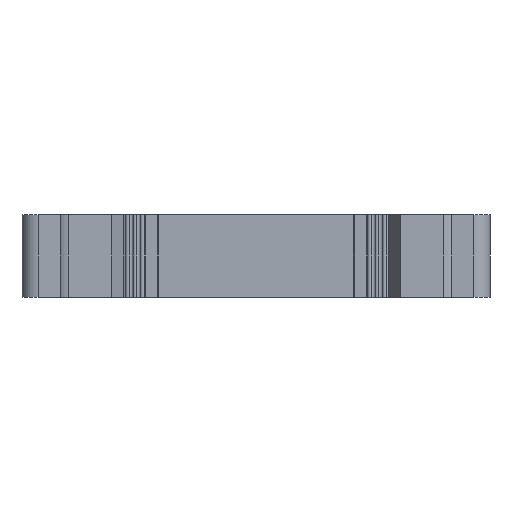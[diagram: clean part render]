
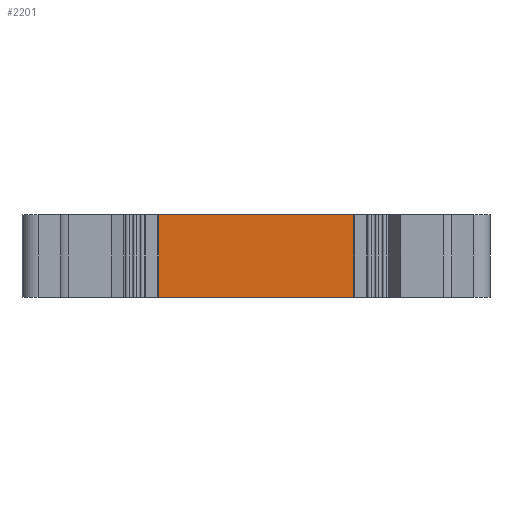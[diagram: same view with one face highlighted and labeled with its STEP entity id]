
A CAD part, front view. The second image highlights one B-rep face of the part: STEP entity #2201.
In plain terms, the highlighted planar face has unit normal (0, -1, 0).
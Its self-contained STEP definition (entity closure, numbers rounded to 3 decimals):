
#50=DIRECTION('',(1.,0.,0.));
#51=VECTOR('',#50,23.629);
#52=CARTESIAN_POINT('',(-11.815,-16.05,-5.));
#53=LINE('',#52,#51);
#549=DIRECTION('',(0.,0.,1.));
#550=VECTOR('',#549,10.);
#551=CARTESIAN_POINT('',(11.815,-16.05,-5.));
#552=LINE('',#551,#550);
#553=DIRECTION('',(0.,0.,1.));
#554=VECTOR('',#553,10.);
#555=CARTESIAN_POINT('',(-11.815,-16.05,-5.));
#556=LINE('',#555,#554);
#771=DIRECTION('',(1.,0.,0.));
#772=VECTOR('',#771,23.629);
#773=CARTESIAN_POINT('',(-11.815,-16.05,5.));
#774=LINE('',#773,#772);
#1037=CARTESIAN_POINT('',(-11.815,-16.05,-5.));
#1038=VERTEX_POINT('',#1037);
#1039=CARTESIAN_POINT('',(11.815,-16.05,-5.));
#1040=VERTEX_POINT('',#1039);
#1137=CARTESIAN_POINT('',(-11.815,-16.05,5.));
#1138=VERTEX_POINT('',#1137);
#1139=CARTESIAN_POINT('',(11.815,-16.05,5.));
#1140=VERTEX_POINT('',#1139);
#2188=CARTESIAN_POINT('',(-11.815,-16.05,-5.));
#2189=DIRECTION('',(0.,-1.,0.));
#2190=DIRECTION('',(1.,0.,0.));
#2191=AXIS2_PLACEMENT_3D('',#2188,#2189,#2190);
#2192=PLANE('',#2191);
#2193=ORIENTED_EDGE('',*,*,#1354,.F.);
#2195=ORIENTED_EDGE('',*,*,#2194,.T.);
#2197=ORIENTED_EDGE('',*,*,#2196,.T.);
#2198=ORIENTED_EDGE('',*,*,#2180,.F.);
#2199=EDGE_LOOP('',(#2193,#2195,#2197,#2198));
#2200=FACE_OUTER_BOUND('',#2199,.F.);
#2201=ADVANCED_FACE('',(#2200),#2192,.T.);
#1354=EDGE_CURVE('',#1038,#1040,#53,.T.);
#2180=EDGE_CURVE('',#1040,#1140,#552,.T.);
#2194=EDGE_CURVE('',#1038,#1138,#556,.T.);
#2196=EDGE_CURVE('',#1138,#1140,#774,.T.);
